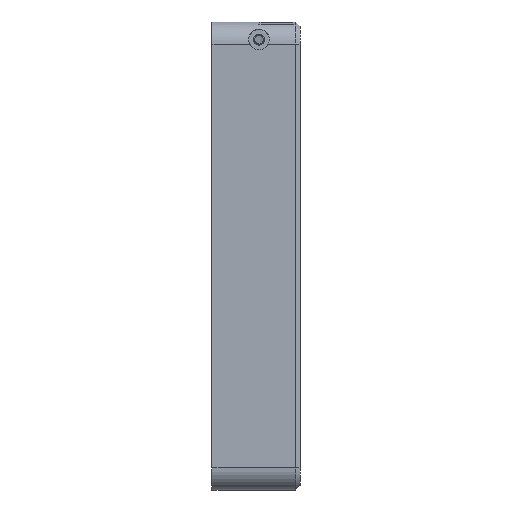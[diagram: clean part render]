
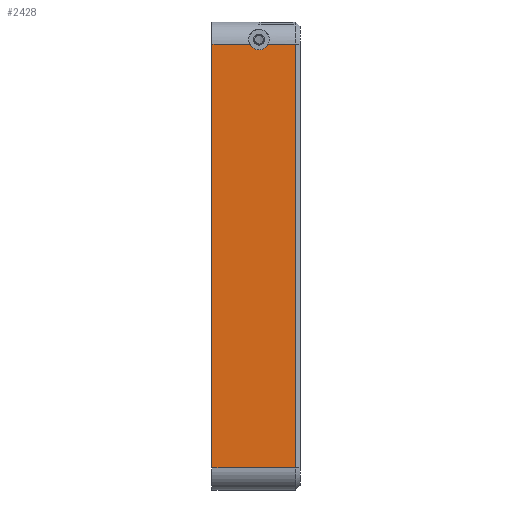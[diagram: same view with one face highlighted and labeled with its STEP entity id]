
A CAD part, left-side view. The second image highlights one B-rep face of the part: STEP entity #2428.
In plain terms, the highlighted planar face has unit normal (-1, 0, 0).
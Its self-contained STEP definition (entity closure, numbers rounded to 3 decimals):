
#106 = EDGE_CURVE ( 'NONE', #1283, #4153, #7288, .T. ) ;
#277 = VERTEX_POINT ( 'NONE', #4814 ) ;
#775 = VERTEX_POINT ( 'NONE', #8371 ) ;
#837 = VECTOR ( 'NONE', #4338, 1000. ) ;
#1113 = EDGE_CURVE ( 'NONE', #1283, #7815, #6149, .T. ) ;
#1153 = VECTOR ( 'NONE', #2280, 1000. ) ;
#1195 = ORIENTED_EDGE ( 'NONE', *, *, #2733, .T. ) ;
#1272 = EDGE_CURVE ( 'NONE', #277, #3719, #7216, .T. ) ;
#1280 = DIRECTION ( 'NONE',  ( 0., 0., 1. ) ) ;
#1283 = VERTEX_POINT ( 'NONE', #7123 ) ;
#1471 = ORIENTED_EDGE ( 'NONE', *, *, #6521, .F. ) ;
#2101 = CARTESIAN_POINT ( 'NONE',  ( -21.75, 7.8, 46.675 ) ) ;
#2223 = ORIENTED_EDGE ( 'NONE', *, *, #1272, .F. ) ;
#2235 = CARTESIAN_POINT ( 'NONE',  ( -21.75, -1.5, 48. ) ) ;
#2280 = DIRECTION ( 'NONE',  ( 0., 1., 0. ) ) ;
#2428 = ADVANCED_FACE ( 'NONE', ( #7038 ), #2431, .T. ) ;
#2431 = PLANE ( 'NONE',  #2464 ) ;
#2464 = AXIS2_PLACEMENT_3D ( 'NONE', #3219, #3912, #5174 ) ;
#2733 = EDGE_CURVE ( 'NONE', #277, #775, #4910, .T. ) ;
#2734 = CARTESIAN_POINT ( 'NONE',  ( -21.75, 18.45, -48. ) ) ;
#3219 = CARTESIAN_POINT ( 'NONE',  ( -21.75, -1.5, -48. ) ) ;
#3387 = CARTESIAN_POINT ( 'NONE',  ( -21.75, -1.5, -48. ) ) ;
#3634 = CARTESIAN_POINT ( 'NONE',  ( -21.75, -1.5, 48. ) ) ;
#3719 = VERTEX_POINT ( 'NONE', #2101 ) ;
#3815 = CARTESIAN_POINT ( 'NONE',  ( -21.75, -0.5, 48. ) ) ;
#3907 = DIRECTION ( 'NONE',  ( 0., 1., 0. ) ) ;
#3912 = DIRECTION ( 'NONE',  ( -1., 0., 0. ) ) ;
#4153 = VERTEX_POINT ( 'NONE', #2734 ) ;
#4204 = CIRCLE ( 'NONE', #6679, 2.325 ) ;
#4207 = AXIS2_PLACEMENT_3D ( 'NONE', #5078, #5673, #7084 ) ;
#4226 = ORIENTED_EDGE ( 'NONE', *, *, #1113, .T. ) ;
#4338 = DIRECTION ( 'NONE',  ( 0., 1., 0. ) ) ;
#4814 = CARTESIAN_POINT ( 'NONE',  ( -21.75, 9.899, 48. ) ) ;
#4858 = CARTESIAN_POINT ( 'NONE',  ( -21.75, 5.701, 48. ) ) ;
#4888 = CARTESIAN_POINT ( 'NONE',  ( -21.75, 18.45, -48. ) ) ;
#4910 = LINE ( 'NONE', #3634, #837 ) ;
#5004 = VECTOR ( 'NONE', #3907, 1000. ) ;
#5078 = CARTESIAN_POINT ( 'NONE',  ( -21.75, 7.8, 49. ) ) ;
#5097 = DIRECTION ( 'NONE',  ( -1., 0., 0. ) ) ;
#5174 = DIRECTION ( 'NONE',  ( 0., 0., 1. ) ) ;
#5575 = VECTOR ( 'NONE', #1280, 1000. ) ;
#5669 = VERTEX_POINT ( 'NONE', #4858 ) ;
#5673 = DIRECTION ( 'NONE',  ( -1., 0., 0. ) ) ;
#5687 = ORIENTED_EDGE ( 'NONE', *, *, #106, .F. ) ;
#5753 = VECTOR ( 'NONE', #7591, 1000. ) ;
#6031 = ORIENTED_EDGE ( 'NONE', *, *, #6064, .T. ) ;
#6064 = EDGE_CURVE ( 'NONE', #7815, #5669, #7493, .T. ) ;
#6149 = LINE ( 'NONE', #6959, #5753 ) ;
#6521 = EDGE_CURVE ( 'NONE', #4153, #775, #8111, .T. ) ;
#6679 = AXIS2_PLACEMENT_3D ( 'NONE', #7695, #5097, #7658 ) ;
#6959 = CARTESIAN_POINT ( 'NONE',  ( -21.75, -0.5, 48. ) ) ;
#7028 = EDGE_CURVE ( 'NONE', #3719, #5669, #4204, .T. ) ;
#7038 = FACE_OUTER_BOUND ( 'NONE', #7683, .T. ) ;
#7084 = DIRECTION ( 'NONE',  ( 0., 0., 1. ) ) ;
#7123 = CARTESIAN_POINT ( 'NONE',  ( -21.75, -0.5, -48. ) ) ;
#7216 = CIRCLE ( 'NONE', #4207, 2.325 ) ;
#7288 = LINE ( 'NONE', #3387, #5004 ) ;
#7493 = LINE ( 'NONE', #2235, #1153 ) ;
#7591 = DIRECTION ( 'NONE',  ( 0., 0., 1. ) ) ;
#7658 = DIRECTION ( 'NONE',  ( 0., 0., 1. ) ) ;
#7683 = EDGE_LOOP ( 'NONE', ( #2223, #1195, #1471, #5687, #4226, #6031, #7907 ) ) ;
#7695 = CARTESIAN_POINT ( 'NONE',  ( -21.75, 7.8, 49. ) ) ;
#7815 = VERTEX_POINT ( 'NONE', #3815 ) ;
#7907 = ORIENTED_EDGE ( 'NONE', *, *, #7028, .F. ) ;
#8111 = LINE ( 'NONE', #4888, #5575 ) ;
#8371 = CARTESIAN_POINT ( 'NONE',  ( -21.75, 18.45, 48. ) ) ;
